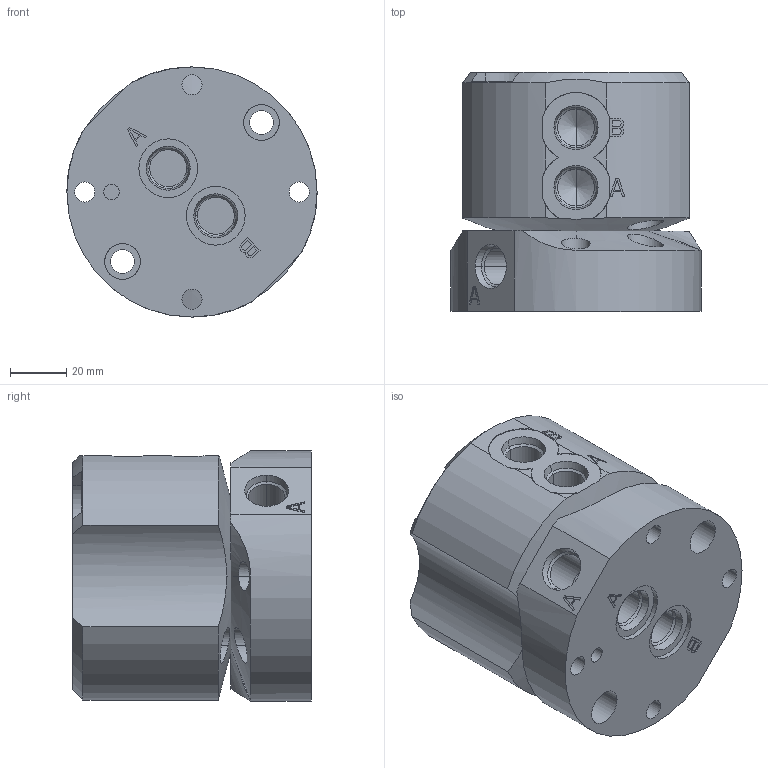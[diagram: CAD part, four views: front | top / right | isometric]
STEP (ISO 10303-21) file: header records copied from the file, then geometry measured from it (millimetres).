
FILE_DESCRIPTION((''),'2;1');
FILE_NAME('ILC32226203','2023-02-15T10:58:29',('Jweaver'),(''),'CREO PARAMETRIC BY PTC INC, 2021164','CREO PARAMETRIC BY PTC INC, 2021164','');
FILE_SCHEMA(('AUTOMOTIVE_DESIGN { 1 0 10303 214 1 1 1 1 }'));
Length unit declared in the file: inch
Products named in the file (1): ILC32226203
Bounding box: 88.9 x 84.84 x 88.9 mm (x, y, z)
Volume: 422118.8 mm3; surface area: 54450.9 mm2
Topology: 1 solids, 1 shells, 375 faces, 982 edges, 640 vertices
Faces by surface type: plane 252, cylinder 77, cone 46
Entity records: 12768 total; most frequent: CARTESIAN_POINT 2558, ORIENTED_EDGE 1940, DIRECTION 1911, EDGE_CURVE 970, VECTOR 742, LINE 742, VERTEX_POINT 632, AXIS2_PLACEMENT_3D 583
